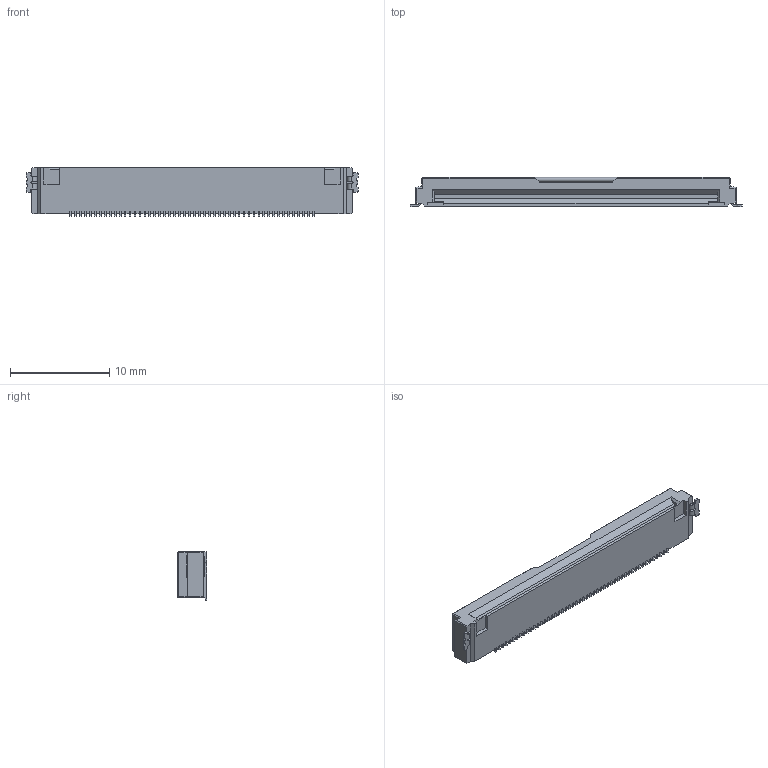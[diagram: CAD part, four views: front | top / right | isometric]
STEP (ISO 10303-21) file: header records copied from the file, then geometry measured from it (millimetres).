
FILE_DESCRIPTION (( 'STEP AP203' ), '1' );
FILE_NAME ('HF513-50-01-VE.STEP', '2017-05-26T01:12:04', ( 'admin' ), ( '' ), 'SwSTEP 2.0', 'SolidWorks 2014', '' );
FILE_SCHEMA (( 'CONFIG_CONTROL_DESIGN' ));
Length unit declared in the file: millimetre
Products named in the file (1): HF513-50-01-VE
Bounding box: 33.5 x 2.95 x 4.9 mm (x, y, z)
Volume: 389.1 mm3; surface area: 600.8 mm2
Topology: 1 solids, 1 shells, 500 faces, 1449 edges, 960 vertices
Faces by surface type: plane 382, cylinder 100, torus 18
Entity records: 16416 total; most frequent: CARTESIAN_POINT 2910, ORIENTED_EDGE 2898, DIRECTION 2693, EDGE_CURVE 1449, VECTOR 1207, LINE 1207, VERTEX_POINT 960, AXIS2_PLACEMENT_3D 743
